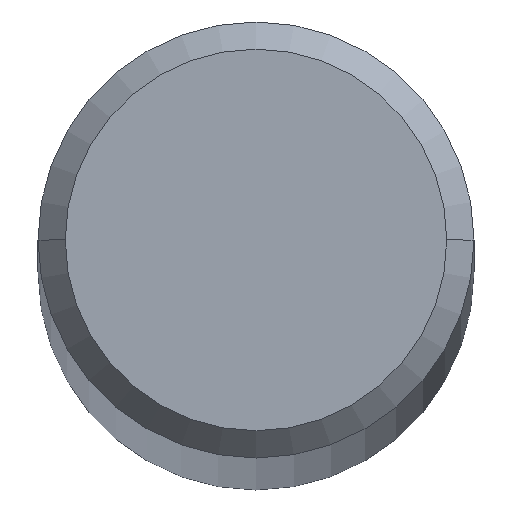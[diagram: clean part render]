
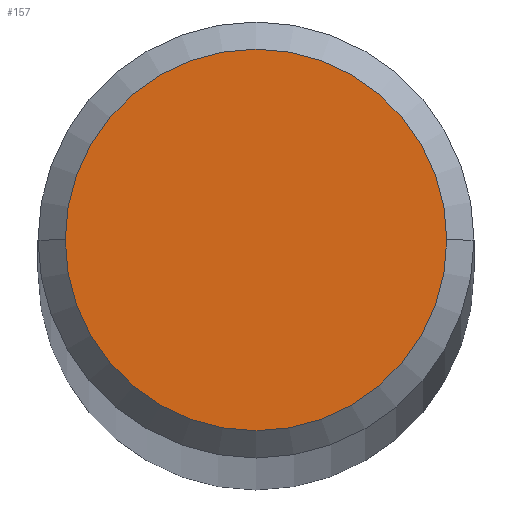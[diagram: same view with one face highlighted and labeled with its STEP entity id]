
A CAD part, top view. The second image highlights one B-rep face of the part: STEP entity #157.
In plain terms, the highlighted planar face has unit normal (0, 0, 1).
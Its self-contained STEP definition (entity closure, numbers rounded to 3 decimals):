
#5 = CIRCLE ( 'NONE', #79, 3.5 ) ;
#26 = ORIENTED_EDGE ( 'NONE', *, *, #183, .T. ) ;
#36 = DIRECTION ( 'NONE',  ( 1., 0., 0. ) ) ;
#44 = CARTESIAN_POINT ( 'NONE',  ( -3.5, 0., 168.5 ) ) ;
#50 = EDGE_LOOP ( 'NONE', ( #26, #215 ) ) ;
#61 = CARTESIAN_POINT ( 'NONE',  ( 0., 0., 168.5 ) ) ;
#79 = AXIS2_PLACEMENT_3D ( 'NONE', #142, #265, #120 ) ;
#83 = CARTESIAN_POINT ( 'NONE',  ( 0., 0., 168.5 ) ) ;
#88 = DIRECTION ( 'NONE',  ( 1., 0., 0. ) ) ;
#90 = VERTEX_POINT ( 'NONE', #267 ) ;
#91 = AXIS2_PLACEMENT_3D ( 'NONE', #83, #209, #88 ) ;
#117 = AXIS2_PLACEMENT_3D ( 'NONE', #61, #187, #36 ) ;
#120 = DIRECTION ( 'NONE',  ( 1., 0., 0. ) ) ;
#126 = FACE_OUTER_BOUND ( 'NONE', #50, .T. ) ;
#142 = CARTESIAN_POINT ( 'NONE',  ( 0., 0., 168.5 ) ) ;
#157 = ADVANCED_FACE ( 'NONE', ( #126 ), #223, .T. ) ;
#167 = EDGE_CURVE ( 'NONE', #90, #268, #5, .T. ) ;
#183 = EDGE_CURVE ( 'NONE', #268, #90, #249, .T. ) ;
#187 = DIRECTION ( 'NONE',  ( 0., 0., 1. ) ) ;
#209 = DIRECTION ( 'NONE',  ( 0., 0., 1. ) ) ;
#215 = ORIENTED_EDGE ( 'NONE', *, *, #167, .T. ) ;
#223 = PLANE ( 'NONE',  #91 ) ;
#249 = CIRCLE ( 'NONE', #117, 3.5 ) ;
#265 = DIRECTION ( 'NONE',  ( 0., 0., 1. ) ) ;
#267 = CARTESIAN_POINT ( 'NONE',  ( 3.5, 0., 168.5 ) ) ;
#268 = VERTEX_POINT ( 'NONE', #44 ) ;
